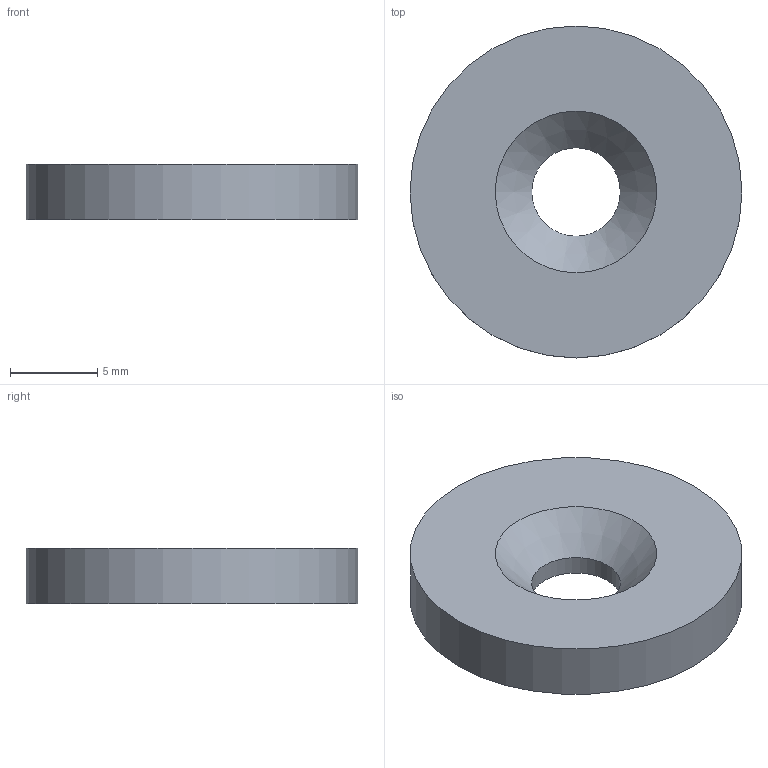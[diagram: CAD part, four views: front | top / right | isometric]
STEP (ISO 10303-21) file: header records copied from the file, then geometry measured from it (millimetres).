
FILE_DESCRIPTION(/* description */ (''),/* implementation_level */ '2;1');
FILE_NAME(/* name */ 'NSN0089.stp',/* time_stamp */ '2015-03-05T18:11:53-05:00',/* author */ ('Scott Madsen'),/* organization */ (''),/* preprocessor_version */ 'ST-DEVELOPER v15.6',/* originating_system */ 'Autodesk Inventor LT ',/* authorisation */ '');
FILE_SCHEMA (('AUTOMOTIVE_DESIGN { 1 0 10303 214 3 1 1 }'));
Length unit declared in the file: inch
Products named in the file (1): NSN0089
Bounding box: 19.05 x 19.05 x 3.17 mm (x, y, z)
Volume: 795.9 mm3; surface area: 756.3 mm2
Topology: 1 solids, 1 shells, 5 faces, 8 edges, 5 vertices
Faces by surface type: cylinder 2, plane 2, cone 1
Full cylindrical faces by diameter (mm): 5.08 x1, 19.05 x1
Entity records: 134 total; most frequent: DIRECTION 22, CARTESIAN_POINT 16, AXIS2_PLACEMENT_3D 11, EDGE_LOOP 10, ORIENTED_EDGE 10, FACE_BOUND 5, FACE_OUTER_BOUND 5, CIRCLE 5
